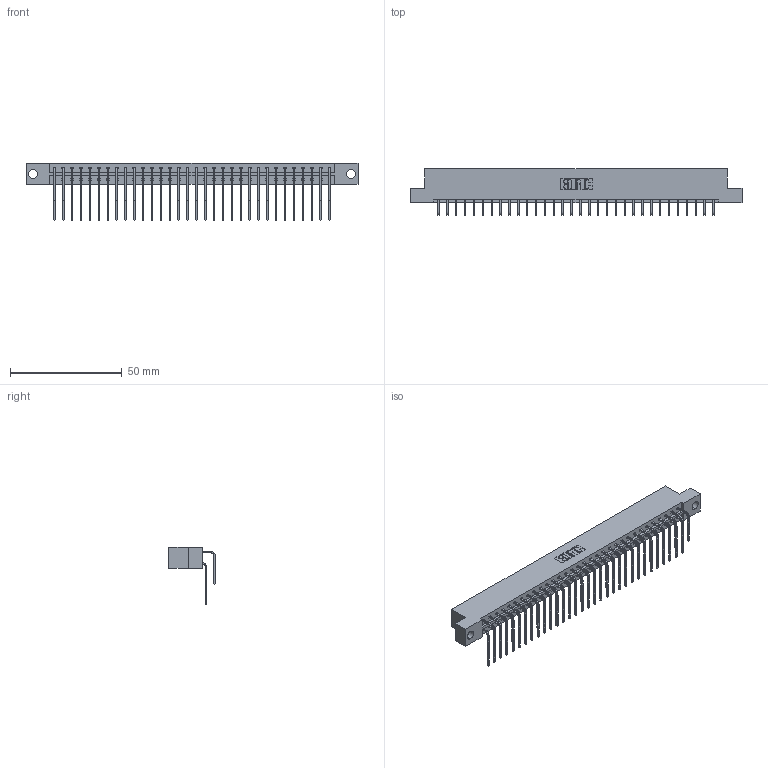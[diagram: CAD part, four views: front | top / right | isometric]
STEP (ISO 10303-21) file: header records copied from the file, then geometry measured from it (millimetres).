
FILE_DESCRIPTION (( 'STEP AP203' ), '1' );
FILE_NAME ('333-064-559-204.STEP', '2018-08-04T10:35:15', ( '' ), ( '' ), 'SwSTEP 2.0', 'SolidWorks 2016', '' );
FILE_SCHEMA (( 'CONFIG_CONTROL_DESIGN' ));
Length unit declared in the file: inch
Products named in the file (4): 333 Part_Flush - .156 Dia - TH; 345-292-001_558 559 Tail - 1; 345-292-001_559 Tail - 2; 333-064-559-204
Assembly tree (65 placements, depth 2):
  333-064-559-204
    333 Part_Flush - .156 Dia - TH
    345-292-001_558 559 Tail - 1  x32
    345-292-001_559 Tail - 2  x32
Bounding box: 148.34 x 20.9 x 25.53 mm (x, y, z)
Volume: 15332.1 mm3; surface area: 19657.3 mm2
Topology: 65 solids, 65 shells, 3570 faces, 10615 edges, 6990 vertices
Faces by surface type: plane 2502, cylinder 1068
Entity records: 23667 total; most frequent: CARTESIAN_POINT 3985, ORIENTED_EDGE 3870, DIRECTION 3403, EDGE_CURVE 1935, VECTOR 1767, LINE 1767, VERTEX_POINT 1286, AXIS2_PLACEMENT_3D 818
